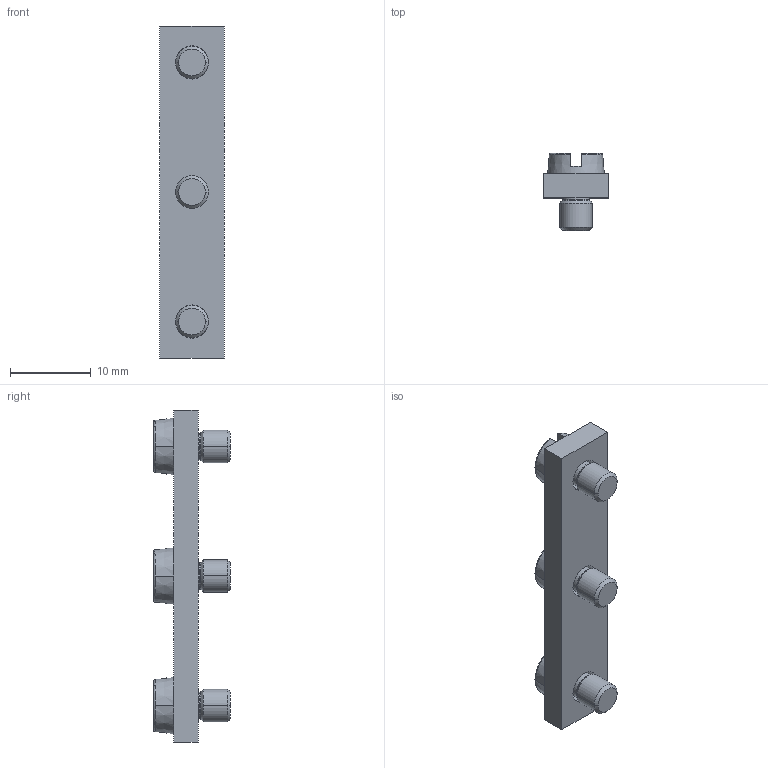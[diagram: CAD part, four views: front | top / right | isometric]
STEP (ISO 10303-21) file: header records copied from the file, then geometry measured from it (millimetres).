
FILE_DESCRIPTION((''),'2;1');
FILE_NAME('QS_RK35NR_GEN_ASM','2013-10-09T',('Carl'),(''),'PRO/ENGINEER BY PARAMETRIC TECHNOLOGY CORPORATION, 2013130','PRO/ENGINEER BY PARAMETRIC TECHNOLOGY CORPORATION, 2013130','');
FILE_SCHEMA(('CONFIG_CONTROL_DESIGN'));
Length unit declared in the file: millimetre
Products named in the file (4): QS_RK35NR_GEN_SKEL0001; QS_03_RK35NR; BS07; QS_RK35NR_GEN_ASM
Assembly tree (5 placements, depth 2):
  QS_RK35NR_GEN_ASM
    QS_RK35NR_GEN_SKEL0001
    QS_03_RK35NR
    BS07  x3
Bounding box: 8 x 9.5 x 41 mm (x, y, z)
Volume: 1310.9 mm3; surface area: 1660.2 mm2
Topology: 4 solids, 4 shells, 75 faces, 168 edges, 104 vertices
Faces by surface type: plane 27, cylinder 18, cone 18, torus 12
Entity records: 1108 total; most frequent: CARTESIAN_POINT 210, DIRECTION 188, ORIENTED_EDGE 152, AXIS2_PLACEMENT_3D 78, EDGE_CURVE 76, VERTEX_POINT 48, EDGE_LOOP 40, CIRCLE 36
